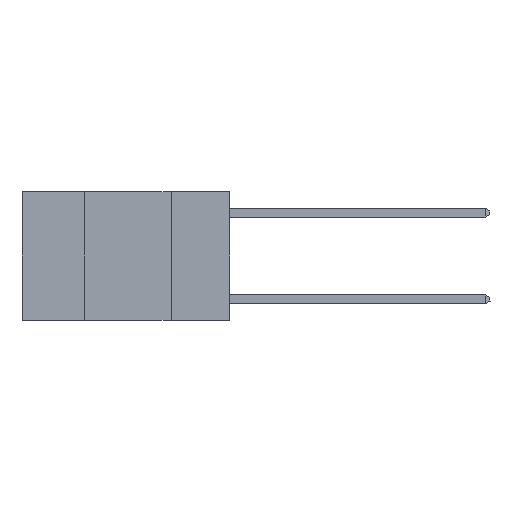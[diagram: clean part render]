
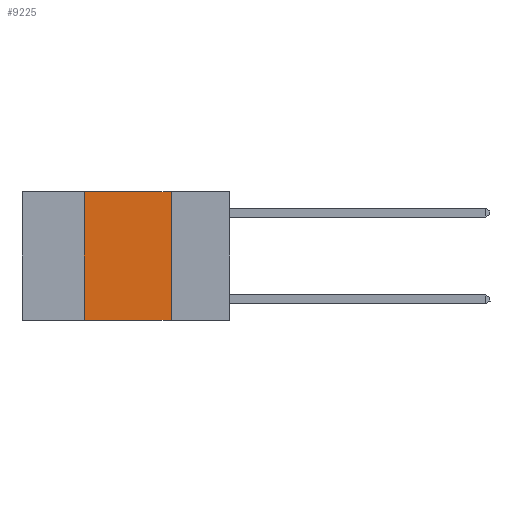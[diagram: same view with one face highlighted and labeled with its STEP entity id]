
A CAD part, left-side view. The second image highlights one B-rep face of the part: STEP entity #9225.
In plain terms, the highlighted planar face has unit normal (-1, 0, 0).
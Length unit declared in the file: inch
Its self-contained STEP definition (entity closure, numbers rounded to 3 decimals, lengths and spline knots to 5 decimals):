
#723 = EDGE_CURVE ( 'NONE', #1722, #10826, #10383, .T. ) ;
#1051 = VERTEX_POINT ( 'NONE', #8685 ) ;
#1352 = VECTOR ( 'NONE', #2231, 39.37008 ) ;
#1641 = EDGE_CURVE ( 'NONE', #1722, #1051, #13562, .T. ) ;
#1722 = VERTEX_POINT ( 'NONE', #5253 ) ;
#1966 = CARTESIAN_POINT ( 'NONE',  ( 0., 0.17, 0. ) ) ;
#2217 = CARTESIAN_POINT ( 'NONE',  ( 0., 0.6, 0. ) ) ;
#2231 = DIRECTION ( 'NONE',  ( 0., -1., 0. ) ) ;
#3566 = DIRECTION ( 'NONE',  ( 0., 0., -1. ) ) ;
#4320 = EDGE_CURVE ( 'NONE', #8402, #10826, #15563, .T. ) ;
#4325 = EDGE_LOOP ( 'NONE', ( #11091, #6063, #9229, #8788 ) ) ;
#4479 = LINE ( 'NONE', #10158, #1352 ) ;
#4624 = DIRECTION ( 'NONE',  ( 0., 0., -1. ) ) ;
#5253 = CARTESIAN_POINT ( 'NONE',  ( 0., 0.42, -0.37 ) ) ;
#6063 = ORIENTED_EDGE ( 'NONE', *, *, #13460, .F. ) ;
#6945 = DIRECTION ( 'NONE',  ( 0., 0., 1. ) ) ;
#7141 = CARTESIAN_POINT ( 'NONE',  ( 0., 0.42, 0. ) ) ;
#7348 = AXIS2_PLACEMENT_3D ( 'NONE', #2217, #11513, #3566 ) ;
#7461 = PLANE ( 'NONE',  #7348 ) ;
#8402 = VERTEX_POINT ( 'NONE', #12563 ) ;
#8489 = VECTOR ( 'NONE', #4624, 39.37008 ) ;
#8685 = CARTESIAN_POINT ( 'NONE',  ( 0., 0.42, 0. ) ) ;
#8788 = ORIENTED_EDGE ( 'NONE', *, *, #723, .T. ) ;
#9210 = VECTOR ( 'NONE', #6945, 39.37008 ) ;
#9225 = ADVANCED_FACE ( 'NONE', ( #13783 ), #7461, .F. ) ;
#9229 = ORIENTED_EDGE ( 'NONE', *, *, #1641, .F. ) ;
#10158 = CARTESIAN_POINT ( 'NONE',  ( 0., 0.6, 0. ) ) ;
#10383 = LINE ( 'NONE', #13553, #13114 ) ;
#10826 = VERTEX_POINT ( 'NONE', #10863 ) ;
#10863 = CARTESIAN_POINT ( 'NONE',  ( 0., 0.17, -0.37 ) ) ;
#11091 = ORIENTED_EDGE ( 'NONE', *, *, #4320, .F. ) ;
#11513 = DIRECTION ( 'NONE',  ( 1., 0., 0. ) ) ;
#12563 = CARTESIAN_POINT ( 'NONE',  ( 0., 0.17, 0. ) ) ;
#13114 = VECTOR ( 'NONE', #16042, 39.37008 ) ;
#13460 = EDGE_CURVE ( 'NONE', #1051, #8402, #4479, .T. ) ;
#13553 = CARTESIAN_POINT ( 'NONE',  ( 0., 0.6, -0.37 ) ) ;
#13562 = LINE ( 'NONE', #7141, #9210 ) ;
#13783 = FACE_OUTER_BOUND ( 'NONE', #4325, .T. ) ;
#15563 = LINE ( 'NONE', #1966, #8489 ) ;
#16042 = DIRECTION ( 'NONE',  ( 0., -1., 0. ) ) ;
